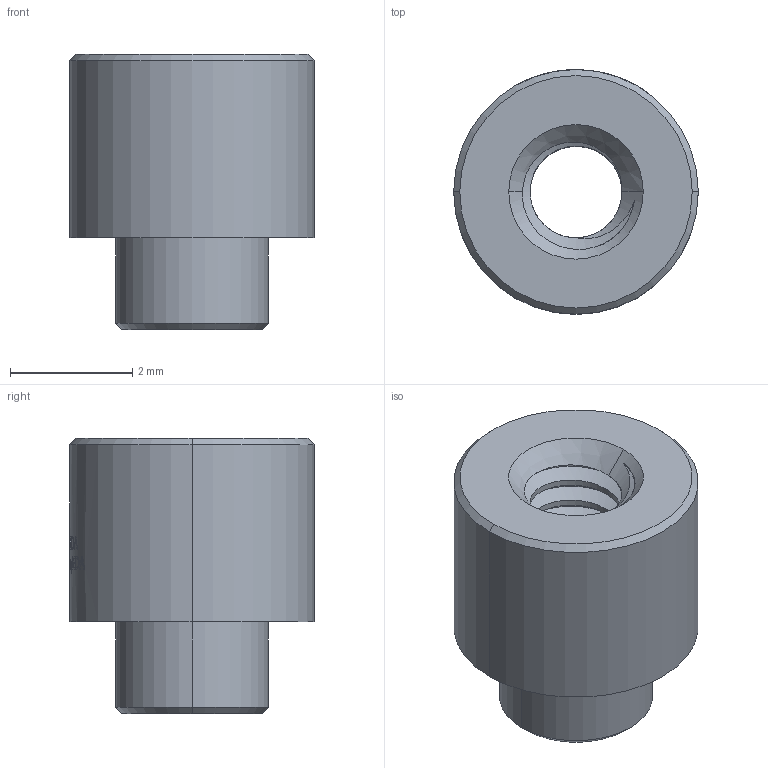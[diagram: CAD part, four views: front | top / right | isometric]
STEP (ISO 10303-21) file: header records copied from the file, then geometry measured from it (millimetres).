
FILE_DESCRIPTION (( 'STEP AP214' ), '1' );
FILE_NAME ('SMD_BD4.0-D2.5_TH162030CTJ.STEP', '2025-05-23T02:06:28', ( '' ), ( '' ), 'SwSTEP 2.0', 'SolidWorks 2021', '' );
FILE_SCHEMA (( 'AUTOMOTIVE_DESIGN' ));
Length unit declared in the file: millimetre
Products named in the file (1): SMD_BD4.0-D2.5_TH162030CTJ
Bounding box: 4 x 4 x 4.5 mm (x, y, z)
Volume: 34.4 mm3; surface area: 105.1 mm2
Topology: 1 solids, 1 shells, 262 faces, 714 edges, 474 vertices
Faces by surface type: plane 110, bspline 101, cylinder 43, cone 8
Entity records: 15100 total; most frequent: CARTESIAN_POINT 7004, ORIENTED_EDGE 1428, EDGE_CURVE 714, DIRECTION 596, VERTEX_POINT 474, EDGE_LOOP 284, UNCERTAINTY_MEASURE_WITH_UNIT 265, COLOUR_RGB 264
